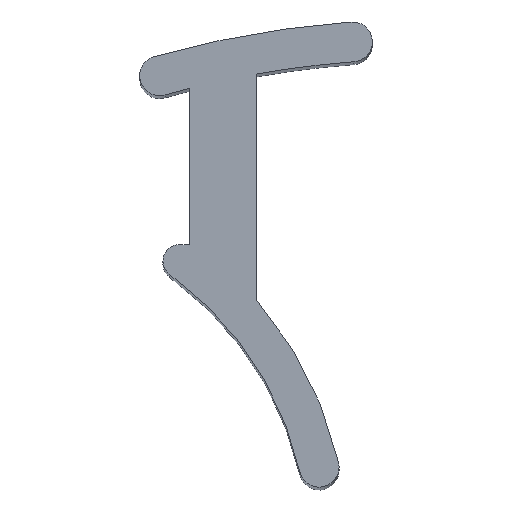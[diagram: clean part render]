
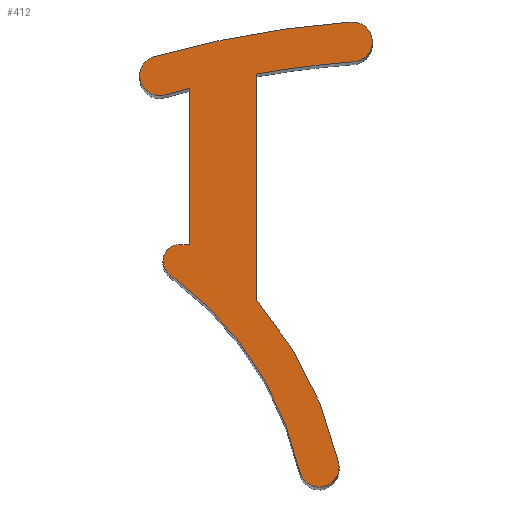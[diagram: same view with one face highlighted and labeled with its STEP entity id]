
A CAD part, top view. The second image highlights one B-rep face of the part: STEP entity #412.
In plain terms, the highlighted planar face has unit normal (0, 0, 1).
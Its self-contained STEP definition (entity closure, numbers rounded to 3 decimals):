
#10 = CARTESIAN_POINT ( 'NONE',  ( 7.064, -27.92, 50. ) ) ;
#16 = CARTESIAN_POINT ( 'NONE',  ( 4.486, -11.269, 50. ) ) ;
#18 = CIRCLE ( 'NONE', #138, 0.6 ) ;
#24 = LINE ( 'NONE', #260, #111 ) ;
#25 = PLANE ( 'NONE',  #333 ) ;
#26 = DIRECTION ( 'NONE',  ( 0., 1., 0. ) ) ;
#28 = CARTESIAN_POINT ( 'NONE',  ( 2., -6.357, 50. ) ) ;
#29 = DIRECTION ( 'NONE',  ( -1., 0., 0. ) ) ;
#30 = VERTEX_POINT ( 'NONE', #53 ) ;
#38 = VECTOR ( 'NONE', #26, 1000. ) ;
#43 = FACE_OUTER_BOUND ( 'NONE', #71, .T. ) ;
#52 = DIRECTION ( 'NONE',  ( -1., 0., 0. ) ) ;
#53 = CARTESIAN_POINT ( 'NONE',  ( 0., -4.7, 50. ) ) ;
#56 = ORIENTED_EDGE ( 'NONE', *, *, #514, .T. ) ;
#68 = DIRECTION ( 'NONE',  ( 0., 0., -1. ) ) ;
#71 = EDGE_LOOP ( 'NONE', ( #490, #110, #335, #377, #241, #56, #283, #142, #256, #434, #215, #394, #302, #441 ) ) ;
#75 = VERTEX_POINT ( 'NONE', #278 ) ;
#80 = CARTESIAN_POINT ( 'NONE',  ( 4.944, 0.802, 50. ) ) ;
#92 = VERTEX_POINT ( 'NONE', #131 ) ;
#95 = VERTEX_POINT ( 'NONE', #424 ) ;
#98 = CARTESIAN_POINT ( 'NONE',  ( -0.3, -5.2, 50. ) ) ;
#100 = CARTESIAN_POINT ( 'NONE',  ( -0.9, 0.381, 50. ) ) ;
#103 = AXIS2_PLACEMENT_3D ( 'NONE', #299, #68, #346 ) ;
#105 = VERTEX_POINT ( 'NONE', #281 ) ;
#110 = ORIENTED_EDGE ( 'NONE', *, *, #289, .T. ) ;
#111 = VECTOR ( 'NONE', #29, 1000. ) ;
#115 = DIRECTION ( 'NONE',  ( 0., 0., 1. ) ) ;
#125 = CIRCLE ( 'NONE', #103, 28.8 ) ;
#130 = DIRECTION ( 'NONE',  ( 0., 0., 1. ) ) ;
#131 = CARTESIAN_POINT ( 'NONE',  ( -0.593, -5.605, 50. ) ) ;
#137 = CIRCLE ( 'NONE', #356, 28.8 ) ;
#138 = AXIS2_PLACEMENT_3D ( 'NONE', #194, #499, #236 ) ;
#141 = DIRECTION ( 'NONE',  ( 1., 0., 0. ) ) ;
#142 = ORIENTED_EDGE ( 'NONE', *, *, #484, .T. ) ;
#143 = DIRECTION ( 'NONE',  ( 1., 0., 0. ) ) ;
#148 = VERTEX_POINT ( 'NONE', #16 ) ;
#152 = DIRECTION ( 'NONE',  ( 0., 0., -1. ) ) ;
#158 = CARTESIAN_POINT ( 'NONE',  ( -1.063, 0.958, 50. ) ) ;
#159 = LINE ( 'NONE', #389, #254 ) ;
#162 = DIRECTION ( 'NONE',  ( 0., 0., 1. ) ) ;
#165 = CARTESIAN_POINT ( 'NONE',  ( -6.444, -13.715, 50. ) ) ;
#173 = DIRECTION ( 'NONE',  ( 0., 0., 1. ) ) ;
#177 = DIRECTION ( 'NONE',  ( -1., 0., 0. ) ) ;
#194 = CARTESIAN_POINT ( 'NONE',  ( -0.9, 0.381, 50. ) ) ;
#202 = CARTESIAN_POINT ( 'NONE',  ( -0.8, -5.2, 50. ) ) ;
#204 = DIRECTION ( 'NONE',  ( 1., 0., 0. ) ) ;
#215 = ORIENTED_EDGE ( 'NONE', *, *, #402, .T. ) ;
#219 = CIRCLE ( 'NONE', #315, 30. ) ;
#225 = CARTESIAN_POINT ( 'NONE',  ( -1.5, 0.381, 50. ) ) ;
#228 = VERTEX_POINT ( 'NONE', #28 ) ;
#229 = LINE ( 'NONE', #257, #38 ) ;
#236 = DIRECTION ( 'NONE',  ( 1., 0., 0. ) ) ;
#241 = ORIENTED_EDGE ( 'NONE', *, *, #351, .T. ) ;
#249 = AXIS2_PLACEMENT_3D ( 'NONE', #359, #115, #399 ) ;
#252 = VERTEX_POINT ( 'NONE', #225 ) ;
#254 = VECTOR ( 'NONE', #391, 1000. ) ;
#256 = ORIENTED_EDGE ( 'NONE', *, *, #415, .T. ) ;
#257 = CARTESIAN_POINT ( 'NONE',  ( 2., -6.357, 50. ) ) ;
#260 = CARTESIAN_POINT ( 'NONE',  ( 0., -4.7, 50. ) ) ;
#263 = CARTESIAN_POINT ( 'NONE',  ( 0., 0., 50. ) ) ;
#268 = VERTEX_POINT ( 'NONE', #477 ) ;
#277 = DIRECTION ( 'NONE',  ( 0., 0., -1. ) ) ;
#278 = CARTESIAN_POINT ( 'NONE',  ( 2., 0.431, 50. ) ) ;
#281 = CARTESIAN_POINT ( 'NONE',  ( 3.314, -11.531, 50. ) ) ;
#282 = CIRCLE ( 'NONE', #301, 10. ) ;
#283 = ORIENTED_EDGE ( 'NONE', *, *, #530, .T. ) ;
#289 = EDGE_CURVE ( 'NONE', #297, #30, #159, .T. ) ;
#292 = VERTEX_POINT ( 'NONE', #479 ) ;
#296 = CIRCLE ( 'NONE', #305, 11.2 ) ;
#297 = VERTEX_POINT ( 'NONE', #263 ) ;
#299 = CARTESIAN_POINT ( 'NONE',  ( 7.064, -27.92, 50. ) ) ;
#301 = AXIS2_PLACEMENT_3D ( 'NONE', #395, #152, #447 ) ;
#302 = ORIENTED_EDGE ( 'NONE', *, *, #425, .T. ) ;
#305 = AXIS2_PLACEMENT_3D ( 'NONE', #165, #462, #204 ) ;
#315 = AXIS2_PLACEMENT_3D ( 'NONE', #410, #162, #454 ) ;
#333 = AXIS2_PLACEMENT_3D ( 'NONE', #535, #435, #177 ) ;
#335 = ORIENTED_EDGE ( 'NONE', *, *, #443, .T. ) ;
#337 = AXIS2_PLACEMENT_3D ( 'NONE', #100, #387, #143 ) ;
#342 = AXIS2_PLACEMENT_3D ( 'NONE', #98, #385, #141 ) ;
#346 = DIRECTION ( 'NONE',  ( -1., 0., 0. ) ) ;
#351 = EDGE_CURVE ( 'NONE', #476, #92, #498, .T. ) ;
#353 = AXIS2_PLACEMENT_3D ( 'NONE', #371, #130, #423 ) ;
#355 = CIRCLE ( 'NONE', #342, 0.5 ) ;
#356 = AXIS2_PLACEMENT_3D ( 'NONE', #10, #277, #52 ) ;
#359 = CARTESIAN_POINT ( 'NONE',  ( 3.9, -11.4, 50. ) ) ;
#371 = CARTESIAN_POINT ( 'NONE',  ( 4.9, 1.4, 50. ) ) ;
#376 = CARTESIAN_POINT ( 'NONE',  ( -0.3, -5.2, 50. ) ) ;
#377 = ORIENTED_EDGE ( 'NONE', *, *, #409, .T. ) ;
#378 = EDGE_CURVE ( 'NONE', #292, #297, #137, .T. ) ;
#385 = DIRECTION ( 'NONE',  ( 0., 0., 1. ) ) ;
#387 = DIRECTION ( 'NONE',  ( 0., 0., 1. ) ) ;
#389 = CARTESIAN_POINT ( 'NONE',  ( 0., 0., 50. ) ) ;
#391 = DIRECTION ( 'NONE',  ( 0., -1., 0. ) ) ;
#394 = ORIENTED_EDGE ( 'NONE', *, *, #448, .T. ) ;
#395 = CARTESIAN_POINT ( 'NONE',  ( -6.444, -13.715, 50. ) ) ;
#399 = DIRECTION ( 'NONE',  ( 1., 0., 0. ) ) ;
#402 = EDGE_CURVE ( 'NONE', #542, #268, #444, .T. ) ;
#409 = EDGE_CURVE ( 'NONE', #95, #476, #355, .T. ) ;
#410 = CARTESIAN_POINT ( 'NONE',  ( 7.064, -27.92, 50. ) ) ;
#412 = ADVANCED_FACE ( 'NONE', ( #43 ), #25, .F. ) ;
#413 = DIRECTION ( 'NONE',  ( 1., 0., 0. ) ) ;
#415 = EDGE_CURVE ( 'NONE', #228, #75, #229, .T. ) ;
#423 = DIRECTION ( 'NONE',  ( 1., 0., 0. ) ) ;
#424 = CARTESIAN_POINT ( 'NONE',  ( -0.3, -4.7, 50. ) ) ;
#425 = EDGE_CURVE ( 'NONE', #551, #252, #459, .T. ) ;
#429 = EDGE_CURVE ( 'NONE', #75, #542, #125, .T. ) ;
#434 = ORIENTED_EDGE ( 'NONE', *, *, #429, .T. ) ;
#435 = DIRECTION ( 'NONE',  ( 0., 0., -1. ) ) ;
#441 = ORIENTED_EDGE ( 'NONE', *, *, #548, .T. ) ;
#443 = EDGE_CURVE ( 'NONE', #30, #95, #24, .T. ) ;
#444 = CIRCLE ( 'NONE', #353, 0.6 ) ;
#447 = DIRECTION ( 'NONE',  ( -1., 0., 0. ) ) ;
#448 = EDGE_CURVE ( 'NONE', #268, #551, #219, .T. ) ;
#454 = DIRECTION ( 'NONE',  ( 1., 0., 0. ) ) ;
#459 = CIRCLE ( 'NONE', #337, 0.6 ) ;
#462 = DIRECTION ( 'NONE',  ( 0., 0., 1. ) ) ;
#476 = VERTEX_POINT ( 'NONE', #202 ) ;
#477 = CARTESIAN_POINT ( 'NONE',  ( 4.856, 1.998, 50. ) ) ;
#479 = CARTESIAN_POINT ( 'NONE',  ( -0.737, -0.197, 50. ) ) ;
#484 = EDGE_CURVE ( 'NONE', #148, #228, #296, .T. ) ;
#489 = CIRCLE ( 'NONE', #249, 0.6 ) ;
#490 = ORIENTED_EDGE ( 'NONE', *, *, #378, .T. ) ;
#497 = AXIS2_PLACEMENT_3D ( 'NONE', #376, #173, #413 ) ;
#498 = CIRCLE ( 'NONE', #497, 0.5 ) ;
#499 = DIRECTION ( 'NONE',  ( 0., 0., 1. ) ) ;
#514 = EDGE_CURVE ( 'NONE', #92, #105, #282, .T. ) ;
#530 = EDGE_CURVE ( 'NONE', #105, #148, #489, .T. ) ;
#535 = CARTESIAN_POINT ( 'NONE',  ( 7.064, -27.92, 50. ) ) ;
#542 = VERTEX_POINT ( 'NONE', #80 ) ;
#548 = EDGE_CURVE ( 'NONE', #252, #292, #18, .T. ) ;
#551 = VERTEX_POINT ( 'NONE', #158 ) ;
